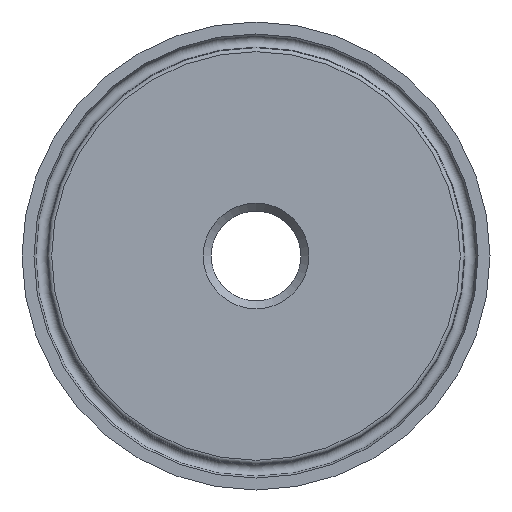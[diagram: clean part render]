
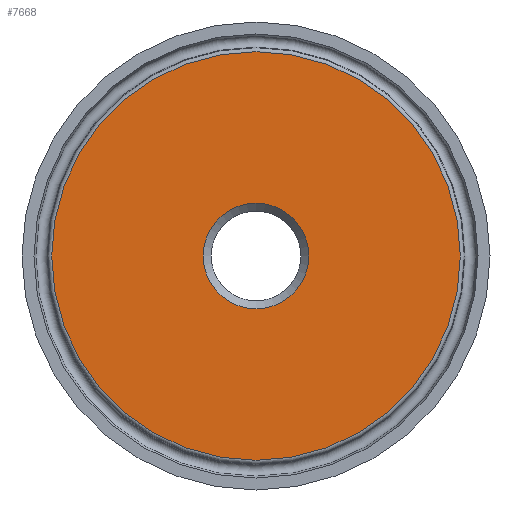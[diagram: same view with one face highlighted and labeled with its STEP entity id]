
A CAD part, left-side view. The second image highlights one B-rep face of the part: STEP entity #7668.
In plain terms, the highlighted planar face has unit normal (-1, 0, 0).
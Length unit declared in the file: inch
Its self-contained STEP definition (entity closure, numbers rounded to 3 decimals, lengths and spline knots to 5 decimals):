
#108=FACE_BOUND('',#1371,.T.);
#280=PLANE('',#8078);
#903=FACE_OUTER_BOUND('',#1370,.T.);
#1370=EDGE_LOOP('',(#7160));
#1371=EDGE_LOOP('',(#7161));
#1552=CIRCLE('',#8075,0.40319);
#1554=CIRCLE('',#8079,1.56256);
#3757=VERTEX_POINT('',#17069);
#3759=VERTEX_POINT('',#17075);
#4897=EDGE_CURVE('',#3757,#3757,#1552,.T.);
#4899=EDGE_CURVE('',#3759,#3759,#1554,.T.);
#7160=ORIENTED_EDGE('',*,*,#4899,.F.);
#7161=ORIENTED_EDGE('',*,*,#4897,.F.);
#7668=ADVANCED_FACE('',(#903,#108),#280,.T.);
#8075=AXIS2_PLACEMENT_3D('',#17070,#9390,#9391);
#8078=AXIS2_PLACEMENT_3D('',#17074,#9396,#9397);
#8079=AXIS2_PLACEMENT_3D('',#17076,#9398,#9399);
#9390=DIRECTION('center_axis',(-1.,0.,0.));
#9391=DIRECTION('ref_axis',(0.,-1.,0.));
#9396=DIRECTION('center_axis',(-1.,0.,0.));
#9397=DIRECTION('ref_axis',(0.,0.,1.));
#9398=DIRECTION('center_axis',(1.,0.,0.));
#9399=DIRECTION('ref_axis',(0.,-1.,0.));
#17069=CARTESIAN_POINT('',(0.,0.40319,0.));
#17070=CARTESIAN_POINT('Origin',(0.,0.,
0.));
#17074=CARTESIAN_POINT('Origin',(0.,0.96213,
0.));
#17075=CARTESIAN_POINT('',(0.,1.56256,0.));
#17076=CARTESIAN_POINT('Origin',(0.,0.,
0.));
